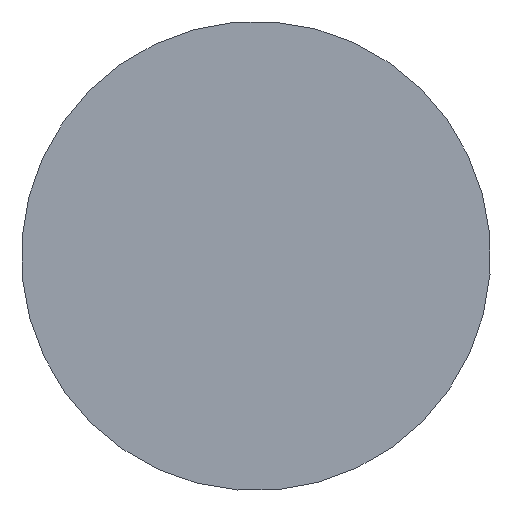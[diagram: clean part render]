
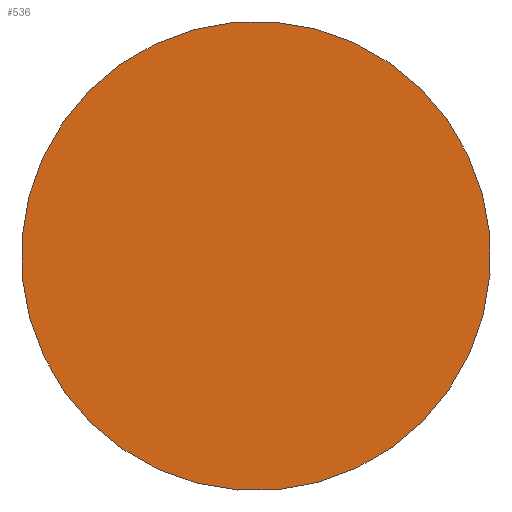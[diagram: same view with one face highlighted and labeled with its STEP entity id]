
A CAD part, front view. The second image highlights one B-rep face of the part: STEP entity #536.
In plain terms, the highlighted planar face has unit normal (0, -1, 0).
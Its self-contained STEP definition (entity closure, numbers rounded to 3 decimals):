
#48=PLANE('',#600);
#63=FACE_OUTER_BOUND('',#98,.T.);
#98=EDGE_LOOP('',(#357,#358));
#138=CIRCLE('',#595,10.);
#139=CIRCLE('',#596,10.);
#212=VERTEX_POINT('',#852);
#213=VERTEX_POINT('',#853);
#267=EDGE_CURVE('',#212,#213,#138,.T.);
#268=EDGE_CURVE('',#213,#212,#139,.T.);
#357=ORIENTED_EDGE('',*,*,#267,.T.);
#358=ORIENTED_EDGE('',*,*,#268,.T.);
#536=ADVANCED_FACE('',(#63),#48,.T.);
#595=AXIS2_PLACEMENT_3D('',#854,#681,#682);
#596=AXIS2_PLACEMENT_3D('',#855,#683,#684);
#600=AXIS2_PLACEMENT_3D('',#863,#692,#693);
#681=DIRECTION('center_axis',(0.,-1.,0.));
#682=DIRECTION('ref_axis',(-0.251,0.,-0.968));
#683=DIRECTION('center_axis',(0.,-1.,0.));
#684=DIRECTION('ref_axis',(-0.251,0.,-0.968));
#692=DIRECTION('center_axis',(0.,-1.,0.));
#693=DIRECTION('ref_axis',(0.968,0.,-0.251));
#852=CARTESIAN_POINT('',(-2.509,-19.5,-9.68));
#853=CARTESIAN_POINT('',(2.509,-19.5,9.68));
#854=CARTESIAN_POINT('Origin',(0.,-19.5,0.));
#855=CARTESIAN_POINT('Origin',(0.,-19.5,0.));
#863=CARTESIAN_POINT('Origin',(-1.254,-19.5,-4.84));
